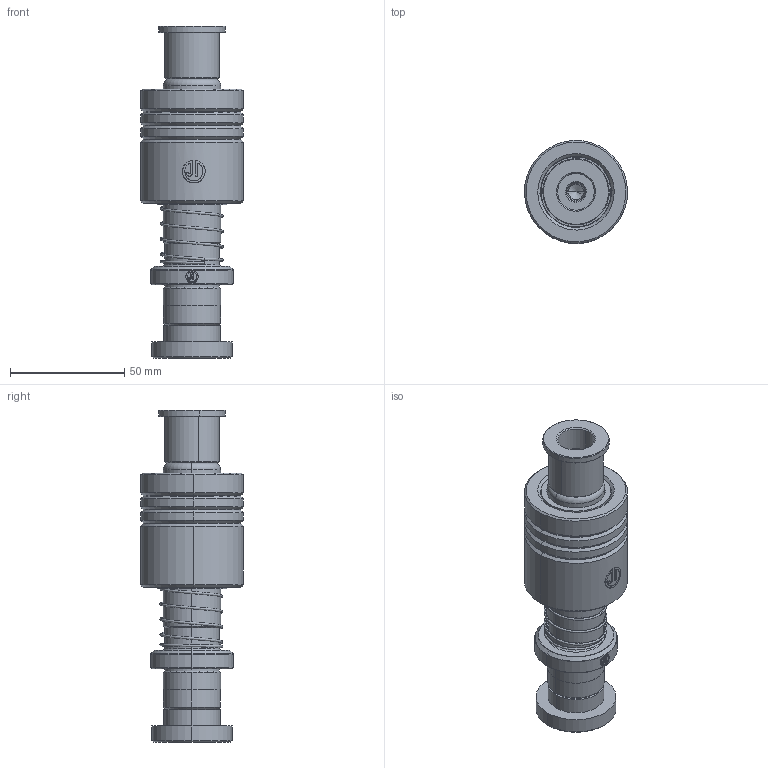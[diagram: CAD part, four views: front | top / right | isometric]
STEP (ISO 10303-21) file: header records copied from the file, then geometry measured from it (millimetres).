
FILE_DESCRIPTION (( 'STEP AP214' ), '1' );
FILE_NAME ('HKSH(HKJH)-D25-L90(BL-50).STEP', '2024-10-21T02:21:13', ( '111' ), ( '21222' ), 'SwSTEP 2.0', 'SolidWorks 2020', '' );
FILE_SCHEMA (( 'AUTOMOTIVE_DESIGN' ));
Length unit declared in the file: millimetre
Products named in the file (9): HKSH(HKJH)-D25-L90(BL-50); BSH-D30.5-25.5-L60郪蚾; TRPK-D25-L80; HWP-D27.5-d25.5-L40; GTK-D29-d24; TBB-D45-d31-L60; BALL-D3; BSH-30.5-25.5-L60; DRPK蹟簽D25
Assembly tree (245 placements, depth 3):
  HKSH(HKJH)-D25-L90(BL-50)
    TRPK-D25-L80
    DRPK蹟簽D25
    GTK-D29-d24
    TBB-D45-d31-L60
    HWP-D27.5-d25.5-L40
    BSH-D30.5-25.5-L60郪蚾
      BSH-30.5-25.5-L60
      BALL-D3  x238
Bounding box: 44.97 x 44.98 x 145 mm (x, y, z)
Volume: 120706.4 mm3; surface area: 55459.7 mm2
Topology: 244 solids, 244 shells, 1122 faces, 4631 edges, 3068 vertices
Faces by surface type: sphere 924, cone 58, cylinder 56, plane 36, torus 26, bspline 22
Entity records: 45624 total; most frequent: CARTESIAN_POINT 27340, ORIENTED_EDGE 3672, DIRECTION 3234, EDGE_CURVE 1836, AXIS2_PLACEMENT_3D 1539, VERTEX_POINT 1194, EDGE_LOOP 1096, B_SPLINE_CURVE_WITH_KNOTS 1017
